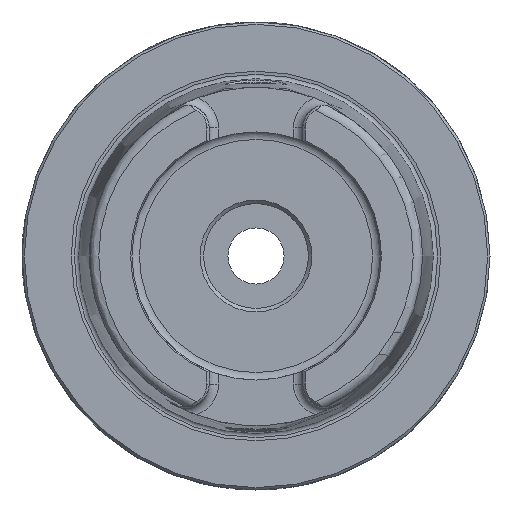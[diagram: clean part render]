
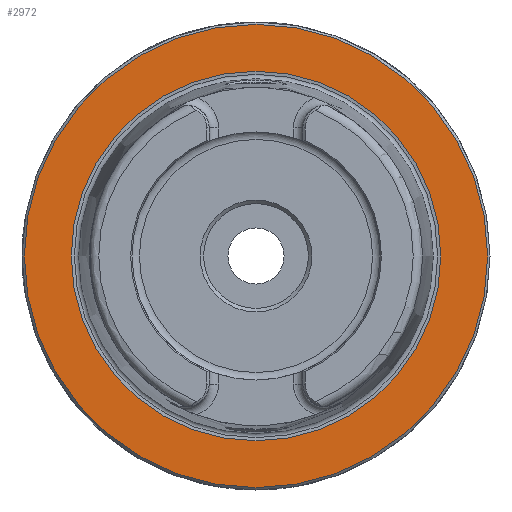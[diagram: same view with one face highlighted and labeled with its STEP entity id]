
A CAD part, left-side view. The second image highlights one B-rep face of the part: STEP entity #2972.
In plain terms, the highlighted planar face has unit normal (-1, 0, 0).
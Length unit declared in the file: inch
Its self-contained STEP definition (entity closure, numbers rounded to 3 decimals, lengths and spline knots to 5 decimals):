
#128=FACE_BOUND('',#514,.T.);
#240=PLANE('',#3221);
#346=FACE_OUTER_BOUND('',#513,.T.);
#513=EDGE_LOOP('',(#2311));
#514=EDGE_LOOP('',(#2312,#2313));
#980=CIRCLE('',#3220,1.94882);
#981=CIRCLE('',#3222,1.55442);
#982=CIRCLE('',#3223,1.55442);
#1280=VERTEX_POINT('',#6193);
#1281=VERTEX_POINT('',#6197);
#1282=VERTEX_POINT('',#6198);
#1656=EDGE_CURVE('',#1280,#1280,#980,.T.);
#1657=EDGE_CURVE('',#1281,#1282,#981,.T.);
#1658=EDGE_CURVE('',#1282,#1281,#982,.T.);
#2311=ORIENTED_EDGE('',*,*,#1656,.F.);
#2312=ORIENTED_EDGE('',*,*,#1657,.T.);
#2313=ORIENTED_EDGE('',*,*,#1658,.T.);
#2972=ADVANCED_FACE('',(#346,#128),#240,.T.);
#3220=AXIS2_PLACEMENT_3D('',#6195,#3795,#3796);
#3221=AXIS2_PLACEMENT_3D('',#6196,#3797,#3798);
#3222=AXIS2_PLACEMENT_3D('',#6199,#3799,#3800);
#3223=AXIS2_PLACEMENT_3D('',#6200,#3801,#3802);
#3795=DIRECTION('center_axis',(1.,0.,0.));
#3796=DIRECTION('ref_axis',(0.,-1.,0.));
#3797=DIRECTION('center_axis',(-1.,0.,0.));
#3798=DIRECTION('ref_axis',(0.,0.,1.));
#3799=DIRECTION('center_axis',(1.,0.,0.));
#3800=DIRECTION('ref_axis',(0.,1.,0.));
#3801=DIRECTION('center_axis',(1.,0.,0.));
#3802=DIRECTION('ref_axis',(0.,1.,0.));
#6193=CARTESIAN_POINT('',(0.,1.94882,0.));
#6195=CARTESIAN_POINT('Origin',(0.,0.,0.));
#6196=CARTESIAN_POINT('Origin',(0.,0.98425,0.));
#6197=CARTESIAN_POINT('',(0.,1.55442,0.));
#6198=CARTESIAN_POINT('',(0.,-1.55442,0.));
#6199=CARTESIAN_POINT('Origin',(0.,0.,0.));
#6200=CARTESIAN_POINT('Origin',(0.,0.,0.));
